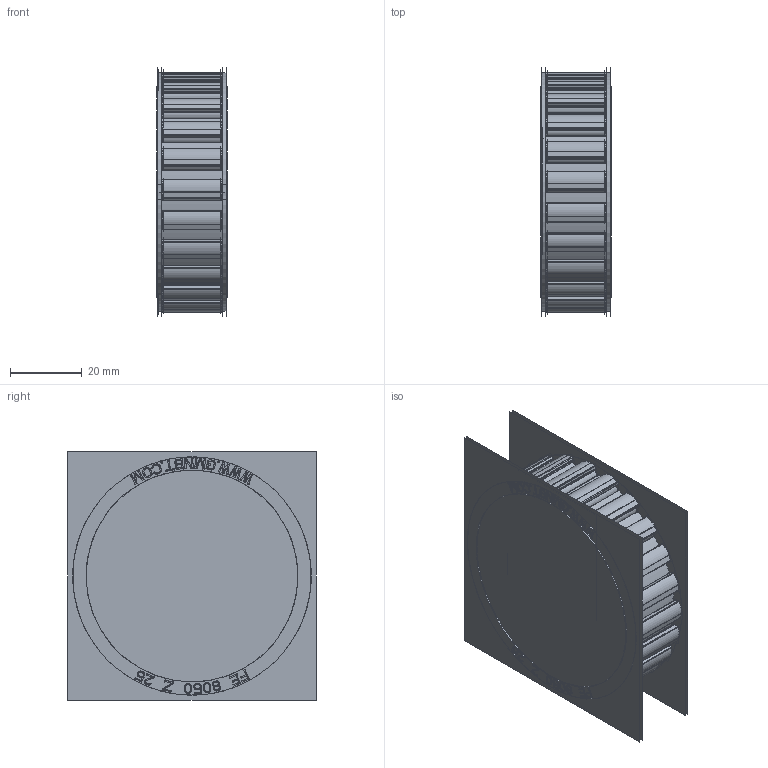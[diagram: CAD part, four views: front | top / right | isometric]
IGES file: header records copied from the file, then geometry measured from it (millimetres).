
Start section:  PTC IGES file: fe8050z25.igs
Global section: file name: fe8050z25.igs; native system: Creo Parametric by Parametric Technology Corporation; preprocessor: 2013150; author: sales 4; organization: Unknown; date: 20140324.142607; units: millimetre
Bounding box: 19.76 x 69.12 x 69.13 mm (x, y, z)
Volume: 15335.6 mm3; surface area: 180546.5 mm2
Topology: 24 solids, 24 shells, 2470 faces, 12774 edges, 15884 vertices
Faces by surface type: bspline 1722, revolution 748
